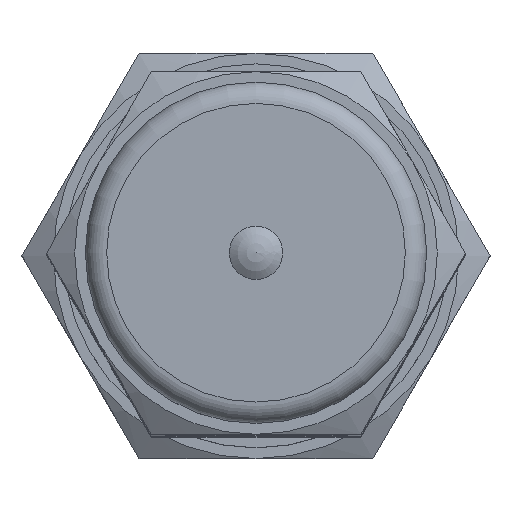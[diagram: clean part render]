
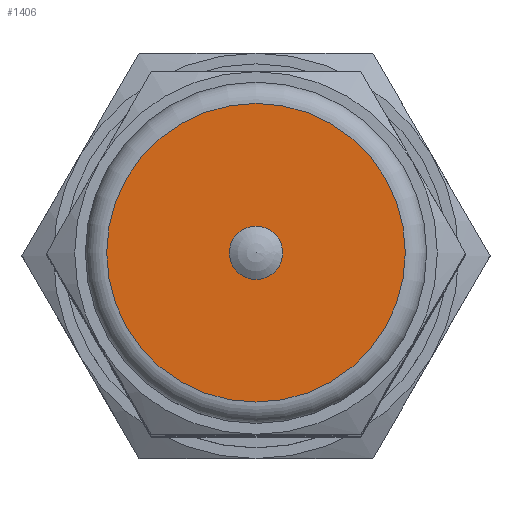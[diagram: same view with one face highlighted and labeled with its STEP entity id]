
A CAD part, top view. The second image highlights one B-rep face of the part: STEP entity #1406.
In plain terms, the highlighted planar face has unit normal (0, 0, 1).
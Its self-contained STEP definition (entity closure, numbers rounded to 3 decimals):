
#193=PLANE('',#1531);
#239=FACE_BOUND('',#415,.T.);
#296=FACE_OUTER_BOUND('',#414,.T.);
#414=EDGE_LOOP('',(#971));
#415=EDGE_LOOP('',(#972));
#558=CIRCLE('',#1530,7.);
#559=CIRCLE('',#1532,1.25);
#639=VERTEX_POINT('',#2169);
#640=VERTEX_POINT('',#2172);
#768=EDGE_CURVE('',#639,#639,#558,.T.);
#769=EDGE_CURVE('',#640,#640,#559,.T.);
#971=ORIENTED_EDGE('',*,*,#768,.T.);
#972=ORIENTED_EDGE('',*,*,#769,.F.);
#1406=ADVANCED_FACE('',(#296,#239),#193,.T.);
#1530=AXIS2_PLACEMENT_3D('',#2170,#1749,#1750);
#1531=AXIS2_PLACEMENT_3D('',#2171,#1751,#1752);
#1532=AXIS2_PLACEMENT_3D('',#2173,#1753,#1754);
#1749=DIRECTION('center_axis',(0.,0.,1.));
#1750=DIRECTION('ref_axis',(1.,0.,0.));
#1751=DIRECTION('center_axis',(0.,0.,1.));
#1752=DIRECTION('ref_axis',(1.,0.,0.));
#1753=DIRECTION('center_axis',(0.,0.,1.));
#1754=DIRECTION('ref_axis',(1.,0.,0.));
#2169=CARTESIAN_POINT('',(7.,0.,17.2));
#2170=CARTESIAN_POINT('Origin',(0.,0.,17.2));
#2171=CARTESIAN_POINT('Origin',(4.125,0.,17.2));
#2172=CARTESIAN_POINT('',(1.25,0.,17.2));
#2173=CARTESIAN_POINT('Origin',(0.,0.,17.2));
